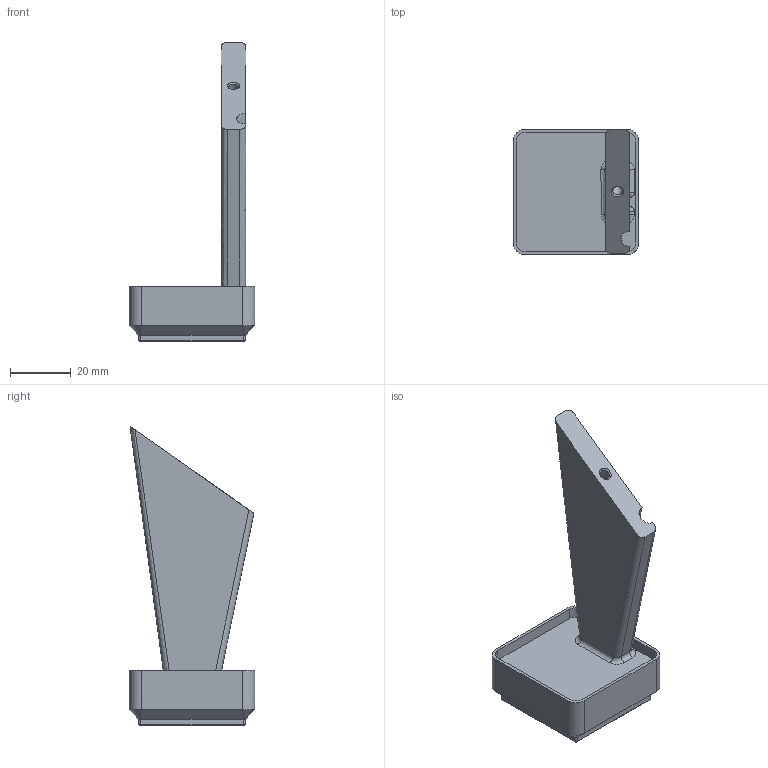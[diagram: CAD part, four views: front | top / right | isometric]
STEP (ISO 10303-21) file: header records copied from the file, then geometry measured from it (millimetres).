
FILE_DESCRIPTION(('Open CASCADE Model'),'2;1');
FILE_NAME('Open CASCADE Shape Model','2023-11-27T19:54:47',('Author'),( 'Open CASCADE'),'Open CASCADE STEP processor 7.7','Open CASCADE 7.7' ,'Unknown');
FILE_SCHEMA(('AUTOMOTIVE_DESIGN { 1 0 10303 214 1 1 1 1 }'));
Length unit declared in the file: millimetre
Products named in the file (1): Open CASCADE STEP translator 7.7 249
Bounding box: 41.5 x 41.5 x 98.84 mm (x, y, z)
Volume: 38627.8 mm3; surface area: 12431.4 mm2
Topology: 1 solids, 1 shells, 85 faces, 189 edges, 117 vertices
Faces by surface type: plane 35, cylinder 23, bspline 18, cone 9
Full cylindrical faces by diameter (mm): 3 x4, 3.2 x1, 6.5 x4
Entity records: 8294 total; most frequent: CARTESIAN_POINT 4586, DIRECTION 647, ORIENTED_EDGE 378, PCURVE 378, DEFINITIONAL_REPRESENTATION 378, LINE 352, VECTOR 352, EDGE_CURVE 189
